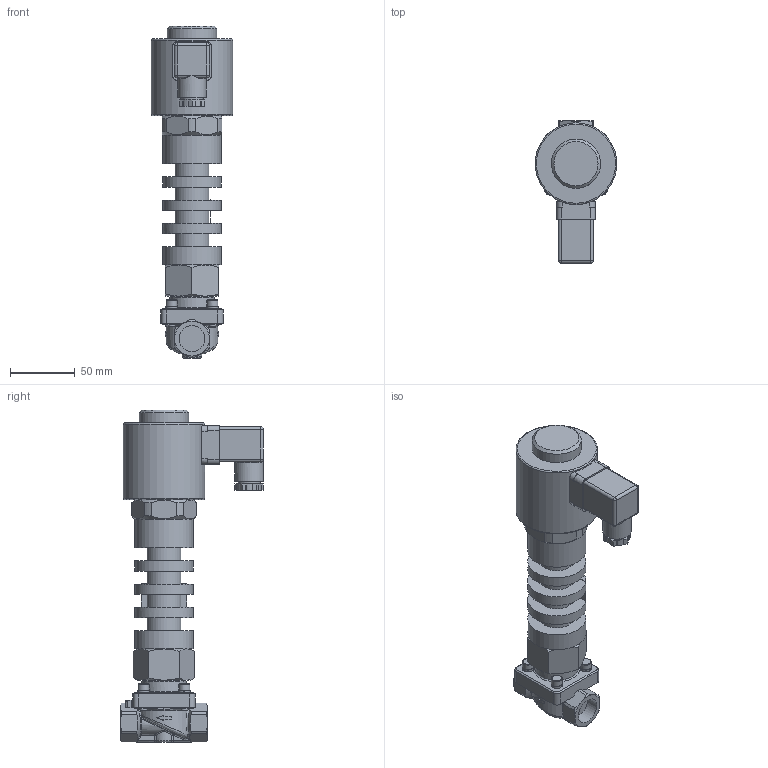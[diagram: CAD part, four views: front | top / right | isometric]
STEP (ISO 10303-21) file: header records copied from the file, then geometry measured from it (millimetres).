
FILE_DESCRIPTION(/* description */ ('3D-Modell 035.001365'),/* implementation_level */ '2;1');
FILE_NAME(/* name */ '035.001365 A523-1004-T322-DT.stp',/* time_stamp */ '2023-03-06T10:44:28+01:00',/* author */ ('EToews'),/* organization */ (''),/* preprocessor_version */ 'ST-DEVELOPER v16.1',/* originating_system */ 'Autodesk Inventor 2016',/* authorisation */ '');
FILE_SCHEMA (('AUTOMOTIVE_DESIGN { 1 0 10303 214 3 1 1 }'));
Length unit declared in the file: millimetre
Products named in the file (1): 88-005852
Bounding box: 63 x 110.2 x 255.9 mm (x, y, z)
Volume: 491429.6 mm3; surface area: 66854.3 mm2
Topology: 1 solids, 1 shells, 402 faces, 1013 edges, 630 vertices
Faces by surface type: plane 171, cylinder 111, bspline 44, cone 41, torus 25, sphere 10
Full cylindrical faces by diameter (mm): 5 x4, 8.5 x4, 17 x1, 20 x2, 22 x1, 26 x4, 34 x1, 38 x1, 45 x5, 63 x1
Entity records: 13824 total; most frequent: CARTESIAN_POINT 4378, ORIENTED_EDGE 1888, DIRECTION 1806, EDGE_CURVE 944, AXIS2_PLACEMENT_3D 711, VERTEX_POINT 613, EDGE_LOOP 477, FACE_OUTER_BOUND 402
